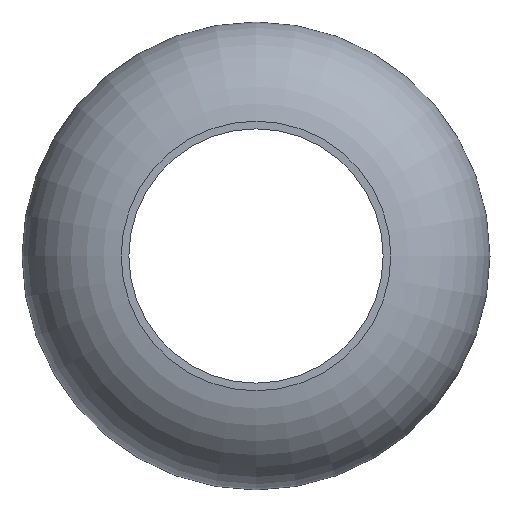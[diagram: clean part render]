
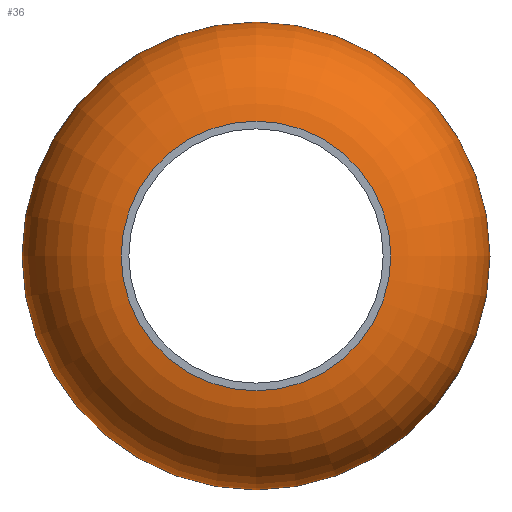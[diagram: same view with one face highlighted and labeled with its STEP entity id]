
A CAD part, left-side view. The second image highlights one B-rep face of the part: STEP entity #36.
In plain terms, the highlighted toroidal (fillet/blend) face has major radius 23.84 mm and minor radius 22.16 mm.
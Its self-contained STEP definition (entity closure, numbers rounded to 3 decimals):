
#36 = ADVANCED_FACE( '', ( #73, #74, #75 ), #76, .T. );
#73 = FACE_BOUND( '', #114, .T. );
#74 = FACE_OUTER_BOUND( '', #115, .T. );
#75 = FACE_OUTER_BOUND( '', #116, .T. );
#76 = TOROIDAL_SURFACE( '', #117, 23.84, 22.16 );
#114 = VERTEX_LOOP( '', #153 );
#115 = EDGE_LOOP( '', ( #154 ) );
#116 = EDGE_LOOP( '', ( #155 ) );
#117 = AXIS2_PLACEMENT_3D( '', #156, #157, #158 );
#153 = VERTEX_POINT( '', #197 );
#154 = ORIENTED_EDGE( '', *, *, #198, .T. );
#155 = ORIENTED_EDGE( '', *, *, #194, .F. );
#156 = CARTESIAN_POINT( '', ( 54., 0., 0. ) );
#157 = DIRECTION( '', ( 1., 0., 0. ) );
#158 = DIRECTION( '', ( 0., 0., -1. ) );
#194 = EDGE_CURVE( '', #214, #214, #215, .T. );
#197 = CARTESIAN_POINT( '', ( 54., 0., -46. ) );
#198 = EDGE_CURVE( '', #219, #219, #220, .T. );
#214 = VERTEX_POINT( '', #238 );
#215 = CIRCLE( '', #239, 26.5 );
#219 = VERTEX_POINT( '', #243 );
#220 = CIRCLE( '', #244, 26.5 );
#238 = CARTESIAN_POINT( '', ( 76., 0., -26.5 ) );
#239 = AXIS2_PLACEMENT_3D( '', #262, #263, #264 );
#243 = CARTESIAN_POINT( '', ( 32., 0., -26.5 ) );
#244 = AXIS2_PLACEMENT_3D( '', #268, #269, #270 );
#262 = CARTESIAN_POINT( '', ( 76., 0., 0. ) );
#263 = DIRECTION( '', ( 1., 0., 0. ) );
#264 = DIRECTION( '', ( 0., 0., -1. ) );
#268 = CARTESIAN_POINT( '', ( 32., 0., 0. ) );
#269 = DIRECTION( '', ( 1., 0., 0. ) );
#270 = DIRECTION( '', ( 0., 0., -1. ) );
